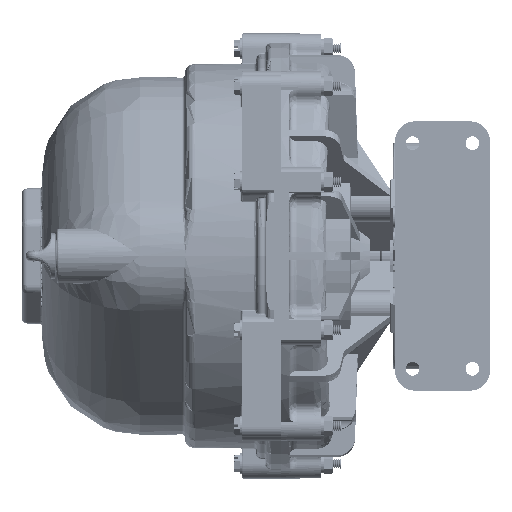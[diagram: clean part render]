
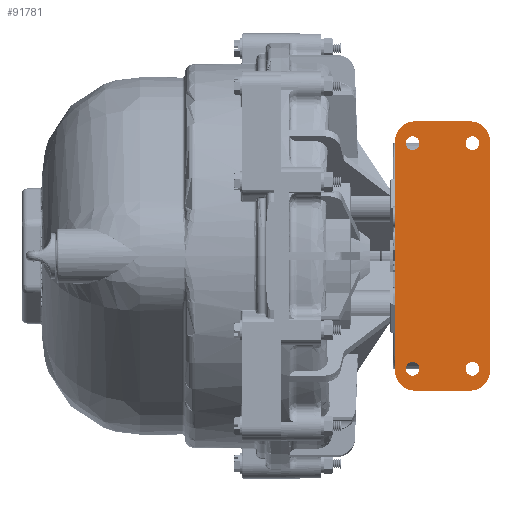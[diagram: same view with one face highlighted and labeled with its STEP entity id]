
A CAD part, front view. The second image highlights one B-rep face of the part: STEP entity #91781.
In plain terms, the highlighted planar face has unit normal (0, -1, 0).
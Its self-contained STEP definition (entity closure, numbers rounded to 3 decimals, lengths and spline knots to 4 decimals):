
#4638=FACE_BOUND('',#20242,.T.);
#4639=FACE_BOUND('',#20243,.T.);
#4640=FACE_BOUND('',#20244,.T.);
#4641=FACE_BOUND('',#20245,.T.);
#7706=CIRCLE('',#100195,0.5);
#7762=CIRCLE('',#100331,0.5);
#7763=CIRCLE('',#100334,0.5);
#7764=CIRCLE('',#100337,0.5);
#7765=CIRCLE('',#100338,0.1719);
#7766=CIRCLE('',#100339,0.1719);
#7767=CIRCLE('',#100340,0.1719);
#7768=CIRCLE('',#100341,0.1719);
#9868=PLANE('',#100336);
#14753=FACE_OUTER_BOUND('',#20241,.T.);
#20241=EDGE_LOOP('',(#84157,#84158,#84159,#84160,#84161,#84162,#84163,#84164));
#20242=EDGE_LOOP('',(#84165));
#20243=EDGE_LOOP('',(#84166));
#20244=EDGE_LOOP('',(#84167));
#20245=EDGE_LOOP('',(#84168));
#29270=LINE('',#204105,#35386);
#29488=LINE('',#205350,#35604);
#29497=LINE('',#205407,#35613);
#29499=LINE('',#205414,#35615);
#35386=VECTOR('',#120621,0.3937);
#35604=VECTOR('',#121211,0.3937);
#35613=VECTOR('',#121286,0.3937);
#35615=VECTOR('',#121294,0.3937);
#44045=VERTEX_POINT('',#204102);
#44046=VERTEX_POINT('',#204104);
#44090=VERTEX_POINT('',#204315);
#44300=VERTEX_POINT('',#205347);
#44301=VERTEX_POINT('',#205349);
#44316=VERTEX_POINT('',#205403);
#44317=VERTEX_POINT('',#205409);
#44318=VERTEX_POINT('',#205413);
#44319=VERTEX_POINT('',#205418);
#44320=VERTEX_POINT('',#205420);
#44321=VERTEX_POINT('',#205422);
#44322=VERTEX_POINT('',#205424);
#57287=EDGE_CURVE('',#44046,#44045,#29270,.T.);
#57366=EDGE_CURVE('',#44046,#44090,#7706,.T.);
#57663=EDGE_CURVE('',#44300,#44301,#29488,.T.);
#57688=EDGE_CURVE('',#44316,#44300,#7762,.T.);
#57689=EDGE_CURVE('',#44316,#44090,#29497,.T.);
#57690=EDGE_CURVE('',#44301,#44317,#7763,.T.);
#57692=EDGE_CURVE('',#44318,#44317,#29499,.T.);
#57694=EDGE_CURVE('',#44318,#44045,#7764,.T.);
#57695=EDGE_CURVE('',#44319,#44319,#7765,.T.);
#57696=EDGE_CURVE('',#44320,#44320,#7766,.T.);
#57697=EDGE_CURVE('',#44321,#44321,#7767,.T.);
#57698=EDGE_CURVE('',#44322,#44322,#7768,.T.);
#84157=ORIENTED_EDGE('',*,*,#57688,.F.);
#84158=ORIENTED_EDGE('',*,*,#57689,.T.);
#84159=ORIENTED_EDGE('',*,*,#57366,.F.);
#84160=ORIENTED_EDGE('',*,*,#57287,.T.);
#84161=ORIENTED_EDGE('',*,*,#57694,.F.);
#84162=ORIENTED_EDGE('',*,*,#57692,.T.);
#84163=ORIENTED_EDGE('',*,*,#57690,.F.);
#84164=ORIENTED_EDGE('',*,*,#57663,.F.);
#84165=ORIENTED_EDGE('',*,*,#57695,.T.);
#84166=ORIENTED_EDGE('',*,*,#57696,.T.);
#84167=ORIENTED_EDGE('',*,*,#57697,.T.);
#84168=ORIENTED_EDGE('',*,*,#57698,.T.);
#91781=ADVANCED_FACE('',(#14753,#4638,#4639,#4640,#4641),#9868,.T.);
#100195=AXIS2_PLACEMENT_3D('',#204316,#120811,#120812);
#100331=AXIS2_PLACEMENT_3D('',#205405,#121282,#121283);
#100334=AXIS2_PLACEMENT_3D('',#205410,#121289,#121290);
#100336=AXIS2_PLACEMENT_3D('',#205416,#121296,#121297);
#100337=AXIS2_PLACEMENT_3D('',#205417,#121298,#121299);
#100338=AXIS2_PLACEMENT_3D('',#205419,#121300,#121301);
#100339=AXIS2_PLACEMENT_3D('',#205421,#121302,#121303);
#100340=AXIS2_PLACEMENT_3D('',#205423,#121304,#121305);
#100341=AXIS2_PLACEMENT_3D('',#205425,#121306,#121307);
#120621=DIRECTION('',(1.,0.,0.));
#120811=DIRECTION('center_axis',(0.,1.,0.));
#120812=DIRECTION('ref_axis',(-0.707,0.,-0.707));
#121211=DIRECTION('',(1.,0.,0.));
#121282=DIRECTION('center_axis',(0.,1.,0.));
#121283=DIRECTION('ref_axis',(-0.707,0.,0.707));
#121286=DIRECTION('',(0.,0.,-1.));
#121289=DIRECTION('center_axis',(0.,1.,0.));
#121290=DIRECTION('ref_axis',(0.707,0.,0.707));
#121294=DIRECTION('',(0.,0.,1.));
#121296=DIRECTION('center_axis',(0.,-1.,0.));
#121297=DIRECTION('ref_axis',(0.,0.,-1.));
#121298=DIRECTION('center_axis',(0.,1.,0.));
#121299=DIRECTION('ref_axis',(0.707,0.,-0.707));
#121300=DIRECTION('center_axis',(0.,1.,0.));
#121301=DIRECTION('ref_axis',(1.,0.,0.));
#121302=DIRECTION('center_axis',(0.,1.,0.));
#121303=DIRECTION('ref_axis',(1.,0.,0.));
#121304=DIRECTION('center_axis',(0.,1.,0.));
#121305=DIRECTION('ref_axis',(1.,0.,0.));
#121306=DIRECTION('center_axis',(0.,1.,0.));
#121307=DIRECTION('ref_axis',(1.,0.,0.));
#204102=CARTESIAN_POINT('',(2.875,-4.171,-2.44));
#204104=CARTESIAN_POINT('',(-2.875,-4.171,-2.44));
#204105=CARTESIAN_POINT('',(0.,-4.171,-2.44));
#204315=CARTESIAN_POINT('',(-3.375,-4.171,-1.94));
#204316=CARTESIAN_POINT('Origin',(-2.875,-4.171,-1.94));
#205347=CARTESIAN_POINT('',(-2.875,-4.171,-0.06));
#205349=CARTESIAN_POINT('',(2.875,-4.171,-0.06));
#205350=CARTESIAN_POINT('',(0.,-4.171,-0.06));
#205403=CARTESIAN_POINT('',(-3.375,-4.171,-0.56));
#205405=CARTESIAN_POINT('Origin',(-2.875,-4.171,-0.56));
#205407=CARTESIAN_POINT('',(-3.375,-4.171,-0.06));
#205409=CARTESIAN_POINT('',(3.375,-4.171,-0.56));
#205410=CARTESIAN_POINT('Origin',(2.875,-4.171,-0.56));
#205413=CARTESIAN_POINT('',(3.375,-4.171,-1.94));
#205414=CARTESIAN_POINT('',(3.375,-4.171,-0.06));
#205416=CARTESIAN_POINT('Origin',(0.,-4.171,-2.44));
#205417=CARTESIAN_POINT('Origin',(2.875,-4.171,-1.94));
#205418=CARTESIAN_POINT('',(-2.9999,-4.171,-0.5));
#205419=CARTESIAN_POINT('Origin',(-2.828,-4.171,-0.5));
#205420=CARTESIAN_POINT('',(-2.9999,-4.171,-2.));
#205421=CARTESIAN_POINT('Origin',(-2.828,-4.171,-2.));
#205422=CARTESIAN_POINT('',(2.6561,-4.171,-2.));
#205423=CARTESIAN_POINT('Origin',(2.828,-4.171,-2.));
#205424=CARTESIAN_POINT('',(2.6561,-4.171,-0.5));
#205425=CARTESIAN_POINT('Origin',(2.828,-4.171,-0.5));
